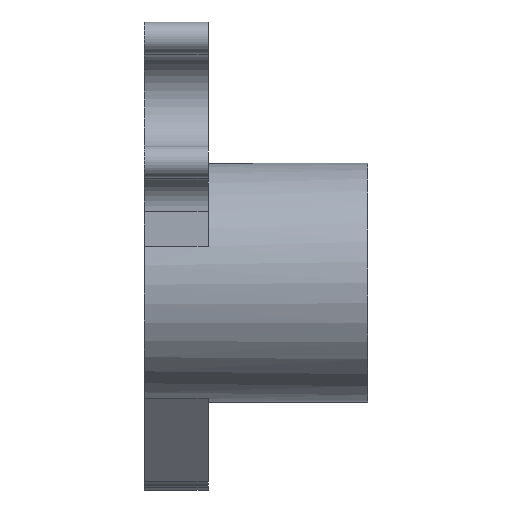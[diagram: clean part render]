
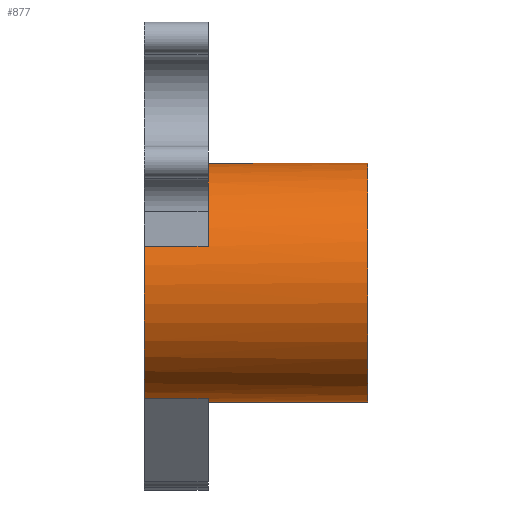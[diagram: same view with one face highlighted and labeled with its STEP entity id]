
A CAD part, top view. The second image highlights one B-rep face of the part: STEP entity #877.
In plain terms, the highlighted cylindrical face has radius 37.5 mm (diameter 75 mm), a full revolution.
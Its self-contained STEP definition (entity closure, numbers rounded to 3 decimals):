
#32=LINE('',#1328,#114);
#33=LINE('',#1330,#115);
#34=LINE('',#1334,#116);
#35=LINE('',#1338,#117);
#36=LINE('',#1341,#118);
#114=VECTOR('',#1060,37.5);
#115=VECTOR('',#1061,10.);
#116=VECTOR('',#1064,10.);
#117=VECTOR('',#1067,10.);
#118=VECTOR('',#1070,10.);
#189=CYLINDRICAL_SURFACE('',#945,37.5);
#226=FACE_OUTER_BOUND('',#272,.T.);
#272=EDGE_LOOP('',(#606,#607,#608,#609,#610,#611,#612,#613,#614,#615,#616,
#617));
#326=CIRCLE('',#934,37.5);
#329=CIRCLE('',#939,37.5);
#334=CIRCLE('',#944,37.5);
#335=CIRCLE('',#946,37.5);
#336=CIRCLE('',#947,37.5);
#337=CIRCLE('',#948,37.5);
#367=VERTEX_POINT('',#1292);
#370=VERTEX_POINT('',#1301);
#371=VERTEX_POINT('',#1302);
#382=VERTEX_POINT('',#1324);
#383=VERTEX_POINT('',#1329);
#384=VERTEX_POINT('',#1331);
#385=VERTEX_POINT('',#1333);
#386=VERTEX_POINT('',#1335);
#387=VERTEX_POINT('',#1337);
#388=VERTEX_POINT('',#1339);
#455=EDGE_CURVE('',#367,#367,#326,.T.);
#459=EDGE_CURVE('',#370,#371,#329,.T.);
#471=EDGE_CURVE('',#371,#382,#334,.T.);
#472=EDGE_CURVE('',#367,#371,#32,.T.);
#473=EDGE_CURVE('',#382,#383,#33,.T.);
#474=EDGE_CURVE('',#383,#384,#335,.T.);
#475=EDGE_CURVE('',#384,#385,#34,.T.);
#476=EDGE_CURVE('',#385,#386,#336,.T.);
#477=EDGE_CURVE('',#386,#387,#35,.T.);
#478=EDGE_CURVE('',#387,#388,#337,.T.);
#479=EDGE_CURVE('',#388,#370,#36,.T.);
#606=ORIENTED_EDGE('',*,*,#455,.T.);
#607=ORIENTED_EDGE('',*,*,#472,.T.);
#608=ORIENTED_EDGE('',*,*,#471,.T.);
#609=ORIENTED_EDGE('',*,*,#473,.T.);
#610=ORIENTED_EDGE('',*,*,#474,.T.);
#611=ORIENTED_EDGE('',*,*,#475,.T.);
#612=ORIENTED_EDGE('',*,*,#476,.T.);
#613=ORIENTED_EDGE('',*,*,#477,.T.);
#614=ORIENTED_EDGE('',*,*,#478,.T.);
#615=ORIENTED_EDGE('',*,*,#479,.T.);
#616=ORIENTED_EDGE('',*,*,#459,.T.);
#617=ORIENTED_EDGE('',*,*,#472,.F.);
#877=ADVANCED_FACE('',(#226),#189,.T.);
#934=AXIS2_PLACEMENT_3D('',#1293,#1028,#1029);
#939=AXIS2_PLACEMENT_3D('',#1303,#1039,#1040);
#944=AXIS2_PLACEMENT_3D('',#1326,#1056,#1057);
#945=AXIS2_PLACEMENT_3D('',#1327,#1058,#1059);
#946=AXIS2_PLACEMENT_3D('',#1332,#1062,#1063);
#947=AXIS2_PLACEMENT_3D('',#1336,#1065,#1066);
#948=AXIS2_PLACEMENT_3D('',#1340,#1068,#1069);
#1028=DIRECTION('center_axis',(-1.,0.,0.));
#1029=DIRECTION('ref_axis',(0.,1.,0.));
#1039=DIRECTION('center_axis',(1.,0.,0.));
#1040=DIRECTION('ref_axis',(0.,1.,0.));
#1056=DIRECTION('center_axis',(1.,0.,0.));
#1057=DIRECTION('ref_axis',(0.,1.,0.));
#1058=DIRECTION('center_axis',(1.,0.,0.));
#1059=DIRECTION('ref_axis',(0.,1.,0.));
#1060=DIRECTION('',(-1.,0.,0.));
#1061=DIRECTION('',(-1.,0.,0.));
#1062=DIRECTION('center_axis',(1.,0.,0.));
#1063=DIRECTION('ref_axis',(0.,1.,0.));
#1064=DIRECTION('',(1.,0.,0.));
#1065=DIRECTION('center_axis',(1.,0.,0.));
#1066=DIRECTION('ref_axis',(0.,1.,0.));
#1067=DIRECTION('',(-1.,0.,0.));
#1068=DIRECTION('center_axis',(1.,0.,0.));
#1069=DIRECTION('ref_axis',(0.,1.,0.));
#1070=DIRECTION('',(1.,0.,0.));
#1292=CARTESIAN_POINT('',(85.,-37.5,0.));
#1293=CARTESIAN_POINT('Origin',(85.,0.,0.));
#1301=CARTESIAN_POINT('',(35.,-36.383,9.084));
#1302=CARTESIAN_POINT('',(35.,-37.5,0.));
#1303=CARTESIAN_POINT('Origin',(35.,0.,0.));
#1324=CARTESIAN_POINT('',(35.,-17.088,-33.38));
#1326=CARTESIAN_POINT('Origin',(35.,0.,0.));
#1327=CARTESIAN_POINT('Origin',(0.,0.,0.));
#1328=CARTESIAN_POINT('',(0.,-37.5,0.));
#1329=CARTESIAN_POINT('',(15.,-17.088,-33.38));
#1330=CARTESIAN_POINT('',(0.,-17.088,-33.38));
#1331=CARTESIAN_POINT('',(15.,17.045,-33.402));
#1332=CARTESIAN_POINT('Origin',(15.,0.,0.));
#1333=CARTESIAN_POINT('',(35.,17.045,-33.402));
#1334=CARTESIAN_POINT('',(15.,17.045,-33.402));
#1335=CARTESIAN_POINT('',(35.,11.346,35.742));
#1336=CARTESIAN_POINT('Origin',(35.,0.,0.));
#1337=CARTESIAN_POINT('',(15.,11.346,35.742));
#1338=CARTESIAN_POINT('',(0.,11.346,35.742));
#1339=CARTESIAN_POINT('',(15.,-36.383,9.084));
#1340=CARTESIAN_POINT('Origin',(15.,0.,0.));
#1341=CARTESIAN_POINT('',(0.,-36.383,9.084));
